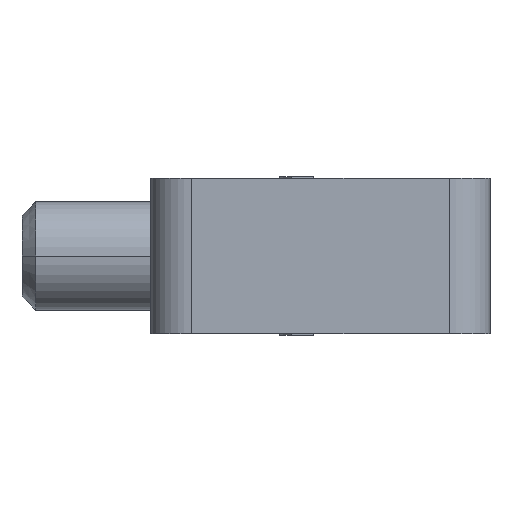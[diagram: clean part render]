
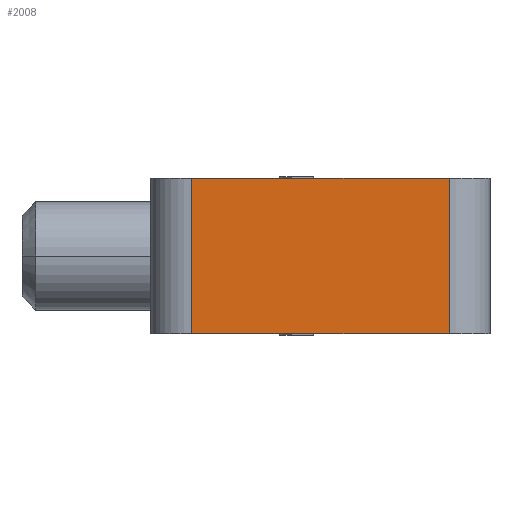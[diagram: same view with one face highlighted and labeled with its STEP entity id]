
A CAD part, left-side view. The second image highlights one B-rep face of the part: STEP entity #2008.
In plain terms, the highlighted planar face has unit normal (-1, 0, 0).
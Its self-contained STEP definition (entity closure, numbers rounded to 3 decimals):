
#1988=AXIS2_PLACEMENT_3D('Plane Axis2P3D',#1985,#1986,#1987) ;
#1537=CARTESIAN_POINT('Vertex',(-33.,41.7,-77.25)) ;
#1540=CARTESIAN_POINT('Line Origine',(-33.,32.2,-77.25)) ;
#1544=CARTESIAN_POINT('Vertex',(-33.,22.7,-77.25)) ;
#1966=CARTESIAN_POINT('Line Origine',(-33.,22.7,-83.)) ;
#1970=CARTESIAN_POINT('Vertex',(-33.,22.7,-88.75)) ;
#1985=CARTESIAN_POINT('Axis2P3D Location',(-33.,41.7,0.)) ;
#1990=CARTESIAN_POINT('Line Origine',(-33.,41.7,-83.)) ;
#1994=CARTESIAN_POINT('Vertex',(-33.,41.7,-88.75)) ;
#1997=CARTESIAN_POINT('Line Origine',(-33.,32.2,-88.75)) ;
#1541=DIRECTION('Vector Direction',(0.,-1.,0.)) ;
#1967=DIRECTION('Vector Direction',(0.,0.,1.)) ;
#1986=DIRECTION('Axis2P3D Direction',(-1.,0.,0.)) ;
#1987=DIRECTION('Axis2P3D XDirection',(0.,-1.,0.)) ;
#1991=DIRECTION('Vector Direction',(0.,0.,1.)) ;
#1998=DIRECTION('Vector Direction',(0.,-1.,0.)) ;
#1542=VECTOR('Line Direction',#1541,1.) ;
#1968=VECTOR('Line Direction',#1967,1.) ;
#1992=VECTOR('Line Direction',#1991,1.) ;
#1999=VECTOR('Line Direction',#1998,1.) ;
#2003=ORIENTED_EDGE('',*,*,#1996,.F.) ;
#2004=ORIENTED_EDGE('',*,*,#2001,.T.) ;
#2005=ORIENTED_EDGE('',*,*,#1972,.T.) ;
#2006=ORIENTED_EDGE('',*,*,#1546,.F.) ;
#2008=ADVANCED_FACE('Terminali anteriori per cavi FCCu inferiori',(#2007),#1989,.T.) ;
#1546=EDGE_CURVE('',#1538,#1545,#1543,.T.) ;
#1972=EDGE_CURVE('',#1971,#1545,#1969,.T.) ;
#1996=EDGE_CURVE('',#1995,#1538,#1993,.T.) ;
#2001=EDGE_CURVE('',#1995,#1971,#2000,.T.) ;
#2002=EDGE_LOOP('',(#2003,#2004,#2005,#2006)) ;
#2007=FACE_OUTER_BOUND('',#2002,.T.) ;
#1543=LINE('Line',#1540,#1542) ;
#1969=LINE('Line',#1966,#1968) ;
#1993=LINE('Line',#1990,#1992) ;
#2000=LINE('Line',#1997,#1999) ;
#1989=PLANE('',#1988) ;
#1538=VERTEX_POINT('',#1537) ;
#1545=VERTEX_POINT('',#1544) ;
#1971=VERTEX_POINT('',#1970) ;
#1995=VERTEX_POINT('',#1994) ;
